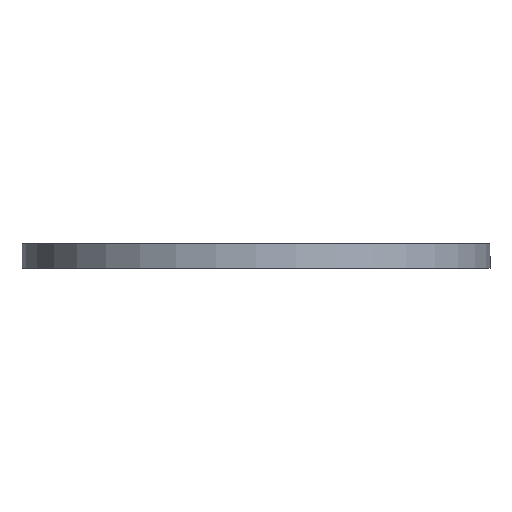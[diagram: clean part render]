
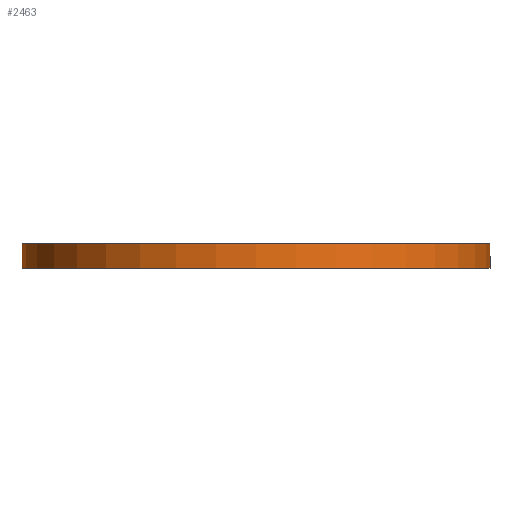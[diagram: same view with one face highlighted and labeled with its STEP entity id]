
A CAD part, left-side view. The second image highlights one B-rep face of the part: STEP entity #2463.
In plain terms, the highlighted cylindrical face has radius 14.275 mm (diameter 28.55 mm), a partial arc.
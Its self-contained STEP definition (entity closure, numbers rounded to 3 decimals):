
#16=CYLINDRICAL_SURFACE('',#2563,14.275);
#22=CIRCLE('',#2551,14.275);
#28=CIRCLE('',#2564,14.275);
#314=FACE_OUTER_BOUND('',#458,.T.);
#458=EDGE_LOOP('',(#2222,#2223,#2224,#2225));
#708=LINE('',#4318,#954);
#711=LINE('',#4327,#957);
#954=VECTOR('',#2979,10.);
#957=VECTOR('',#2988,10.);
#1184=VERTEX_POINT('',#4299);
#1185=VERTEX_POINT('',#4301);
#1189=VERTEX_POINT('',#4314);
#1193=VERTEX_POINT('',#4325);
#1530=EDGE_CURVE('',#1184,#1185,#22,.T.);
#1537=EDGE_CURVE('',#1185,#1189,#708,.T.);
#1541=EDGE_CURVE('',#1193,#1184,#711,.T.);
#1543=EDGE_CURVE('',#1189,#1193,#28,.T.);
#2222=ORIENTED_EDGE('',*,*,#1537,.F.);
#2223=ORIENTED_EDGE('',*,*,#1530,.F.);
#2224=ORIENTED_EDGE('',*,*,#1541,.F.);
#2225=ORIENTED_EDGE('',*,*,#1543,.F.);
#2463=ADVANCED_FACE('',(#314),#16,.T.);
#2551=AXIS2_PLACEMENT_3D('',#4302,#2959,#2960);
#2563=AXIS2_PLACEMENT_3D('',#4329,#2990,#2991);
#2564=AXIS2_PLACEMENT_3D('',#4330,#2992,#2993);
#2959=DIRECTION('center_axis',(0.,0.,1.));
#2960=DIRECTION('ref_axis',(-0.896,-0.445,0.));
#2979=DIRECTION('',(0.,0.,-1.));
#2988=DIRECTION('',(0.,0.,1.));
#2990=DIRECTION('center_axis',(0.,0.,1.));
#2991=DIRECTION('ref_axis',(-0.896,-0.445,0.));
#2992=DIRECTION('center_axis',(0.,0.,-1.));
#2993=DIRECTION('ref_axis',(-0.896,-0.445,0.));
#4299=CARTESIAN_POINT('',(-20.997,7.324,1.5));
#4301=CARTESIAN_POINT('',(-20.997,-7.324,1.5));
#4302=CARTESIAN_POINT('Origin',(-33.25,0.,1.5));
#4314=CARTESIAN_POINT('',(-20.997,-7.324,0.));
#4318=CARTESIAN_POINT('',(-20.997,-7.324,0.));
#4325=CARTESIAN_POINT('',(-20.997,7.324,0.));
#4327=CARTESIAN_POINT('',(-20.997,7.324,0.));
#4329=CARTESIAN_POINT('Origin',(-33.25,0.,0.));
#4330=CARTESIAN_POINT('Origin',(-33.25,0.,0.));
